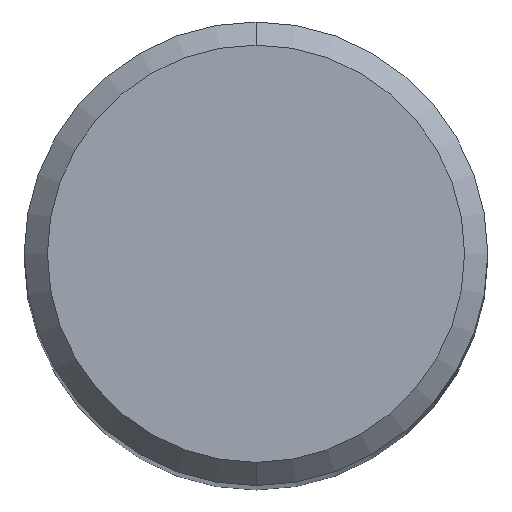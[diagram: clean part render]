
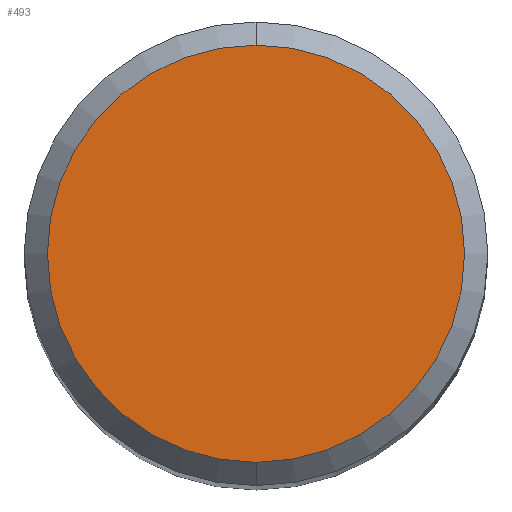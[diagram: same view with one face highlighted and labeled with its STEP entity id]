
A CAD part, top view. The second image highlights one B-rep face of the part: STEP entity #493.
In plain terms, the highlighted planar face has unit normal (0, 0, 1).
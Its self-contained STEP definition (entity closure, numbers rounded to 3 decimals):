
#259=EDGE_CURVE('',#407,#495,#652,.T.);
#407=VERTEX_POINT('',#816);
#493=ADVANCED_FACE('',(#911),#912,.T.);
#495=VERTEX_POINT('',#914);
#561=EDGE_CURVE('',#495,#407,#984,.T.);
#652=CIRCLE('',#1114,3.6);
#816=CARTESIAN_POINT('',(0.,-3.6,0.0));
#911=FACE_OUTER_BOUND('',#1612,.T.);
#912=PLANE('',#1613);
#914=CARTESIAN_POINT('',(0.0,3.6,0.0));
#984=CIRCLE('',#1740,3.6);
#1114=AXIS2_PLACEMENT_3D('',#1846,#1847,#1848);
#1612=EDGE_LOOP('',(#2131,#2132));
#1613=AXIS2_PLACEMENT_3D('',#2133,#2134,#2135);
#1740=AXIS2_PLACEMENT_3D('',#2205,#2206,#2207);
#1846=CARTESIAN_POINT('',(0.0,0.0,0.0));
#1847=DIRECTION('',(0.0,0.0,-1.0));
#1848=DIRECTION('',(0.0,1.0,0.0));
#2131=ORIENTED_EDGE('',*,*,#561,.F.);
#2132=ORIENTED_EDGE('',*,*,#259,.F.);
#2133=CARTESIAN_POINT('',(0.0,1.8,0.0));
#2134=DIRECTION('',(-0.0,0.0,1.0));
#2135=DIRECTION('',(0.0,-1.0,0.0));
#2205=CARTESIAN_POINT('',(0.0,0.0,0.0));
#2206=DIRECTION('',(0.0,0.0,-1.0));
#2207=DIRECTION('',(0.0,1.0,0.0));
